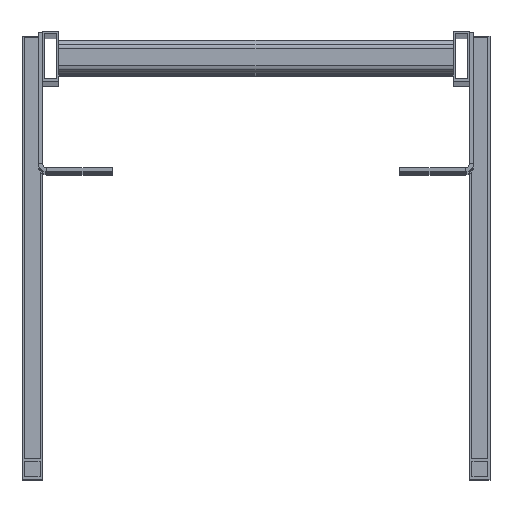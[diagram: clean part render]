
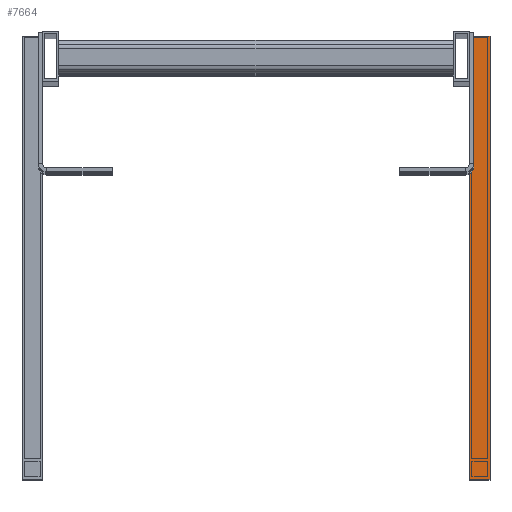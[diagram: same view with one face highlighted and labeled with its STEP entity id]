
A CAD part, top view. The second image highlights one B-rep face of the part: STEP entity #7664.
In plain terms, the highlighted planar face has unit normal (0, 0, 1).
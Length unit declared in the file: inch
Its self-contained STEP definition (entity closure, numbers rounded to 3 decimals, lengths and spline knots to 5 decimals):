
#114 = ORIENTED_EDGE ( 'NONE', *, *, #7277, .T. ) ;
#222 = LINE ( 'NONE', #1035, #4232 ) ;
#271 = LINE ( 'NONE', #3807, #2487 ) ;
#386 = ORIENTED_EDGE ( 'NONE', *, *, #7371, .T. ) ;
#1035 = CARTESIAN_POINT ( 'NONE',  ( 0.625, -0.625, 30. ) ) ;
#1059 = CARTESIAN_POINT ( 'NONE',  ( 0.625, -0.625, 30. ) ) ;
#1409 = FACE_OUTER_BOUND ( 'NONE', #7935, .T. ) ;
#1818 = ORIENTED_EDGE ( 'NONE', *, *, #8871, .T. ) ;
#2215 = VERTEX_POINT ( 'NONE', #5586 ) ;
#2380 = CARTESIAN_POINT ( 'NONE',  ( -0.625, 26.375, 30. ) ) ;
#2487 = VECTOR ( 'NONE', #9105, 39.37008 ) ;
#2492 = DIRECTION ( 'NONE',  ( 0., 1., 0. ) ) ;
#2780 = VERTEX_POINT ( 'NONE', #4342 ) ;
#2796 = LINE ( 'NONE', #4325, #4786 ) ;
#3516 = VERTEX_POINT ( 'NONE', #2380 ) ;
#3646 = DIRECTION ( 'NONE',  ( -1., 0., 0. ) ) ;
#3703 = VERTEX_POINT ( 'NONE', #1059 ) ;
#3807 = CARTESIAN_POINT ( 'NONE',  ( -0.625, -0.625, 30. ) ) ;
#3850 = DIRECTION ( 'NONE',  ( 1., 0., 0. ) ) ;
#3879 = CARTESIAN_POINT ( 'NONE',  ( 0.625, -0.625, 30. ) ) ;
#4232 = VECTOR ( 'NONE', #3850, 39.37008 ) ;
#4325 = CARTESIAN_POINT ( 'NONE',  ( 0.625, 26.375, 30. ) ) ;
#4342 = CARTESIAN_POINT ( 'NONE',  ( 0.625, 26.375, 30. ) ) ;
#4404 = DIRECTION ( 'NONE',  ( 0., 0., 1. ) ) ;
#4786 = VECTOR ( 'NONE', #3646, 39.37008 ) ;
#5078 = DIRECTION ( 'NONE',  ( 1., 0., 0. ) ) ;
#5402 = ORIENTED_EDGE ( 'NONE', *, *, #6175, .T. ) ;
#5586 = CARTESIAN_POINT ( 'NONE',  ( -0.625, -0.625, 30. ) ) ;
#5928 = CARTESIAN_POINT ( 'NONE',  ( 0., 0., 30. ) ) ;
#6121 = LINE ( 'NONE', #3879, #8707 ) ;
#6175 = EDGE_CURVE ( 'NONE', #2780, #3516, #2796, .T. ) ;
#7241 = PLANE ( 'NONE',  #7317 ) ;
#7277 = EDGE_CURVE ( 'NONE', #2215, #3703, #222, .T. ) ;
#7317 = AXIS2_PLACEMENT_3D ( 'NONE', #5928, #4404, #5078 ) ;
#7371 = EDGE_CURVE ( 'NONE', #3703, #2780, #6121, .T. ) ;
#7664 = ADVANCED_FACE ( 'NONE', ( #1409 ), #7241, .T. ) ;
#7935 = EDGE_LOOP ( 'NONE', ( #1818, #114, #386, #5402 ) ) ;
#8707 = VECTOR ( 'NONE', #2492, 39.37008 ) ;
#8871 = EDGE_CURVE ( 'NONE', #3516, #2215, #271, .T. ) ;
#9105 = DIRECTION ( 'NONE',  ( 0., -1., 0. ) ) ;
